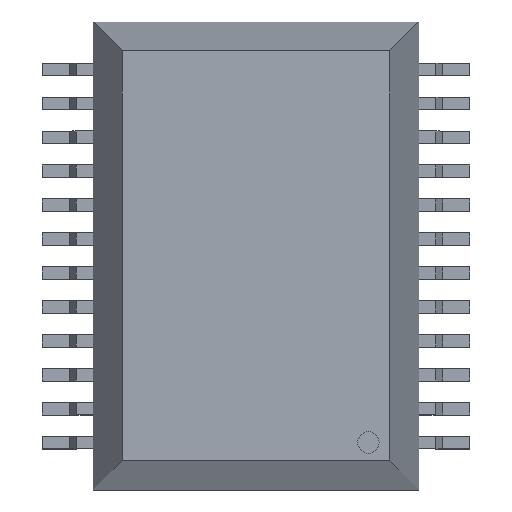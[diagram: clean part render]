
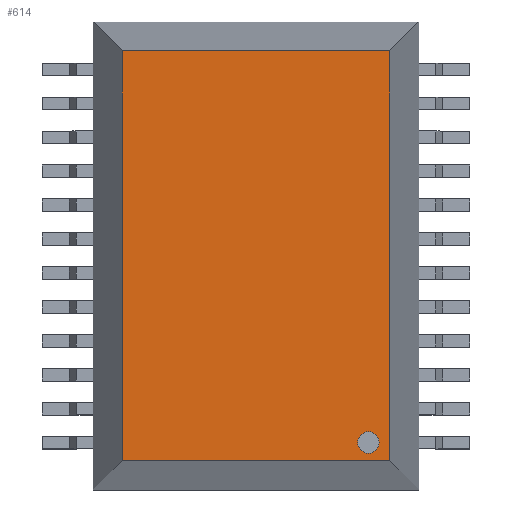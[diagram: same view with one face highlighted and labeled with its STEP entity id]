
A CAD part, top view. The second image highlights one B-rep face of the part: STEP entity #614.
In plain terms, the highlighted planar face has unit normal (0, 0, 1).
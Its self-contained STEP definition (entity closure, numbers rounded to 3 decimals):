
#80=FACE_BOUND('',#156,.T.);
#87=PLANE('',#679);
#121=FACE_OUTER_BOUND('',#155,.T.);
#155=EDGE_LOOP('',(#481,#482,#483,#484));
#156=EDGE_LOOP('',(#485));
#184=LINE('',#912,#257);
#188=LINE('',#920,#261);
#191=LINE('',#926,#264);
#194=LINE('',#931,#267);
#257=VECTOR('',#736,10.);
#261=VECTOR('',#742,10.);
#264=VECTOR('',#747,10.);
#267=VECTOR('',#752,10.);
#329=CIRCLE('',#671,0.4);
#331=VERTEX_POINT('',#903);
#333=VERTEX_POINT('',#910);
#334=VERTEX_POINT('',#911);
#337=VERTEX_POINT('',#919);
#339=VERTEX_POINT('',#925);
#381=EDGE_CURVE('',#331,#331,#329,.T.);
#384=EDGE_CURVE('',#333,#334,#184,.T.);
#388=EDGE_CURVE('',#334,#337,#188,.T.);
#391=EDGE_CURVE('',#337,#339,#191,.T.);
#394=EDGE_CURVE('',#339,#333,#194,.T.);
#481=ORIENTED_EDGE('',*,*,#391,.F.);
#482=ORIENTED_EDGE('',*,*,#388,.F.);
#483=ORIENTED_EDGE('',*,*,#384,.F.);
#484=ORIENTED_EDGE('',*,*,#394,.F.);
#485=ORIENTED_EDGE('',*,*,#381,.T.);
#614=ADVANCED_FACE('',(#121,#80),#87,.T.);
#671=AXIS2_PLACEMENT_3D('',#904,#727,#728);
#679=AXIS2_PLACEMENT_3D('',#934,#756,#757);
#727=DIRECTION('center_axis',(0.,0.,-1.));
#728=DIRECTION('ref_axis',(-1.,0.,0.));
#736=DIRECTION('',(0.,1.,0.));
#742=DIRECTION('',(1.,0.,0.));
#747=DIRECTION('',(0.,-1.,0.));
#752=DIRECTION('',(-1.,0.,0.));
#756=DIRECTION('center_axis',(0.,0.,1.));
#757=DIRECTION('ref_axis',(1.,0.,0.));
#903=CARTESIAN_POINT('',(-3.398,0.,7.45));
#904=CARTESIAN_POINT('Origin',(-3.798,0.,7.45));
#910=CARTESIAN_POINT('',(-13.002,-0.672,7.45));
#911=CARTESIAN_POINT('',(-13.002,14.642,7.45));
#912=CARTESIAN_POINT('',(-13.002,11.36,7.45));
#919=CARTESIAN_POINT('',(-2.998,14.642,7.45));
#920=CARTESIAN_POINT('',(-4.953,14.642,7.45));
#925=CARTESIAN_POINT('',(-2.998,-0.672,7.45));
#926=CARTESIAN_POINT('',(-2.998,2.61,7.45));
#931=CARTESIAN_POINT('',(-11.048,-0.672,7.45));
#934=CARTESIAN_POINT('Origin',(-8.,6.985,7.45));
